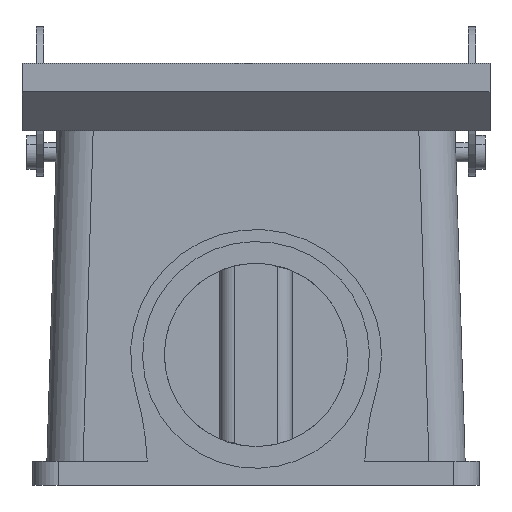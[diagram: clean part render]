
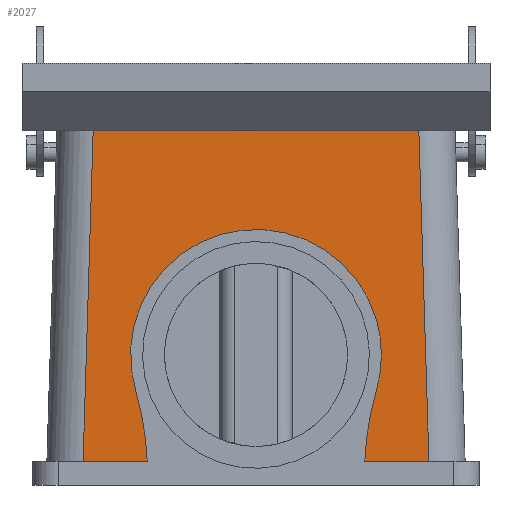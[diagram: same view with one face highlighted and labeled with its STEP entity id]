
A CAD part, front view. The second image highlights one B-rep face of the part: STEP entity #2027.
In plain terms, the highlighted planar face has unit normal (0, -1, 0).
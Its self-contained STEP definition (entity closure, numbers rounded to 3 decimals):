
#34=AXIS2_PLACEMENT_3D('Plane Axis2P3D',#31,#32,#33) ;
#696=AXIS2_PLACEMENT_3D('Circle Axis2P3D',#694,#695,$) ;
#727=AXIS2_PLACEMENT_3D('Circle Axis2P3D',#725,#726,$) ;
#744=AXIS2_PLACEMENT_3D('Circle Axis2P3D',#742,#743,$) ;
#775=AXIS2_PLACEMENT_3D('Circle Axis2P3D',#773,#774,$) ;
#31=CARTESIAN_POINT('Axis2P3D Location',(7.25,19.5,73.5)) ;
#691=CARTESIAN_POINT('Vertex',(71.044,19.5,5.)) ;
#694=CARTESIAN_POINT('Axis2P3D Location',(131.,19.5,2.715)) ;
#698=CARTESIAN_POINT('Vertex',(73.442,19.5,19.658)) ;
#722=CARTESIAN_POINT('Vertex',(73.442,19.5,34.342)) ;
#725=CARTESIAN_POINT('Axis2P3D Location',(48.5,19.5,27.)) ;
#742=CARTESIAN_POINT('Axis2P3D Location',(48.5,19.5,27.)) ;
#746=CARTESIAN_POINT('Vertex',(23.558,19.5,19.658)) ;
#770=CARTESIAN_POINT('Vertex',(25.956,19.5,5.)) ;
#773=CARTESIAN_POINT('Axis2P3D Location',(-34.,19.5,2.715)) ;
#818=CARTESIAN_POINT('Line Origine',(19.309,19.5,5.)) ;
#822=CARTESIAN_POINT('Vertex',(12.661,19.5,5.)) ;
#1192=CARTESIAN_POINT('Vertex',(84.339,19.5,5.)) ;
#1195=CARTESIAN_POINT('Line Origine',(77.691,19.5,5.)) ;
#1714=CARTESIAN_POINT('Line Origine',(48.5,19.5,73.5)) ;
#1718=CARTESIAN_POINT('Vertex',(14.753,19.5,73.5)) ;
#1720=CARTESIAN_POINT('Vertex',(82.247,19.5,73.5)) ;
#2006=CARTESIAN_POINT('Line Origine',(83.293,19.5,39.25)) ;
#2011=CARTESIAN_POINT('Line Origine',(13.707,19.5,39.25)) ;
#32=DIRECTION('Axis2P3D Direction',(0.,1.,0.)) ;
#33=DIRECTION('Axis2P3D XDirection',(1.,0.,0.)) ;
#695=DIRECTION('Axis2P3D Direction',(0.,1.,0.)) ;
#726=DIRECTION('Axis2P3D Direction',(0.,1.,0.)) ;
#743=DIRECTION('Axis2P3D Direction',(0.,1.,0.)) ;
#774=DIRECTION('Axis2P3D Direction',(0.,1.,0.)) ;
#819=DIRECTION('Vector Direction',(1.,0.,0.)) ;
#1196=DIRECTION('Vector Direction',(1.,0.,0.)) ;
#1715=DIRECTION('Vector Direction',(1.,0.,0.)) ;
#2007=DIRECTION('Vector Direction',(-0.031,0.,1.)) ;
#2012=DIRECTION('Vector Direction',(0.031,0.,1.)) ;
#820=VECTOR('Line Direction',#819,1.) ;
#1197=VECTOR('Line Direction',#1196,1.) ;
#1716=VECTOR('Line Direction',#1715,1.) ;
#2008=VECTOR('Line Direction',#2007,1.) ;
#2013=VECTOR('Line Direction',#2012,1.) ;
#2017=ORIENTED_EDGE('',*,*,#2010,.T.) ;
#2018=ORIENTED_EDGE('',*,*,#1722,.F.) ;
#2019=ORIENTED_EDGE('',*,*,#2015,.T.) ;
#2020=ORIENTED_EDGE('',*,*,#824,.T.) ;
#2021=ORIENTED_EDGE('',*,*,#777,.F.) ;
#2022=ORIENTED_EDGE('',*,*,#748,.T.) ;
#2023=ORIENTED_EDGE('',*,*,#729,.T.) ;
#2024=ORIENTED_EDGE('',*,*,#700,.F.) ;
#2025=ORIENTED_EDGE('',*,*,#1199,.T.) ;
#2027=ADVANCED_FACE('Housing',(#2026),#35,.F.) ;
#697=CIRCLE('generated circle',#696,60.) ;
#728=CIRCLE('generated circle',#727,26.) ;
#745=CIRCLE('generated circle',#744,26.) ;
#776=CIRCLE('generated circle',#775,60.) ;
#700=EDGE_CURVE('',#692,#699,#697,.T.) ;
#729=EDGE_CURVE('',#723,#699,#728,.T.) ;
#748=EDGE_CURVE('',#747,#723,#745,.T.) ;
#777=EDGE_CURVE('',#747,#771,#776,.T.) ;
#824=EDGE_CURVE('',#823,#771,#821,.T.) ;
#1199=EDGE_CURVE('',#692,#1193,#1198,.T.) ;
#1722=EDGE_CURVE('',#1719,#1721,#1717,.T.) ;
#2010=EDGE_CURVE('',#1193,#1721,#2009,.T.) ;
#2015=EDGE_CURVE('',#1719,#823,#2014,.F.) ;
#2016=EDGE_LOOP('',(#2017,#2018,#2019,#2020,#2021,#2022,#2023,#2024,#2025)) ;
#2026=FACE_OUTER_BOUND('',#2016,.T.) ;
#821=LINE('Line',#818,#820) ;
#1198=LINE('Line',#1195,#1197) ;
#1717=LINE('Line',#1714,#1716) ;
#2009=LINE('Line',#2006,#2008) ;
#2014=LINE('Line',#2011,#2013) ;
#35=PLANE('',#34) ;
#692=VERTEX_POINT('',#691) ;
#699=VERTEX_POINT('',#698) ;
#723=VERTEX_POINT('',#722) ;
#747=VERTEX_POINT('',#746) ;
#771=VERTEX_POINT('',#770) ;
#823=VERTEX_POINT('',#822) ;
#1193=VERTEX_POINT('',#1192) ;
#1719=VERTEX_POINT('',#1718) ;
#1721=VERTEX_POINT('',#1720) ;
